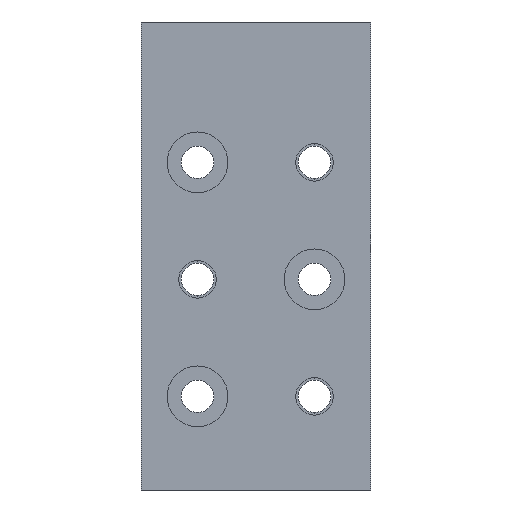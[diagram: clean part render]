
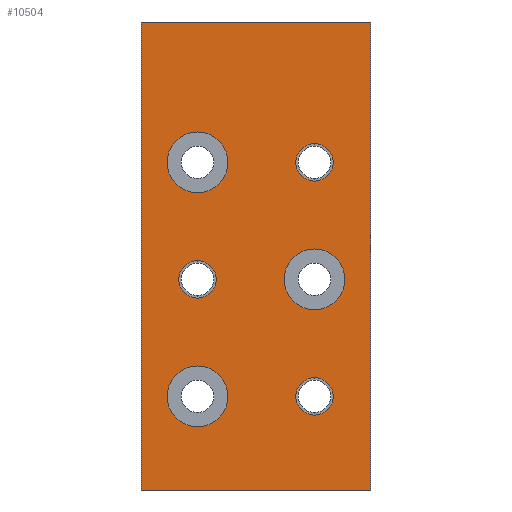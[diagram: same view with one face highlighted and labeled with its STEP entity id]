
A CAD part, left-side view. The second image highlights one B-rep face of the part: STEP entity #10504.
In plain terms, the highlighted planar face has unit normal (-1, 0, 0).
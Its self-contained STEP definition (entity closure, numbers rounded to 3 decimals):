
#9628=EDGE_CURVE('',#22814,#19558,#28319,.T.);
#10504=ADVANCED_FACE('',(#29298,#29299,#29300,#29301,#29302,#29303,#29304),#29305,.T.);
#10584=VERTEX_POINT('',#29392);
#10614=VERTEX_POINT('',#29424);
#11130=VERTEX_POINT('',#30013);
#11704=VERTEX_POINT('',#30659);
#12014=EDGE_CURVE('',#11704,#11130,#31007,.T.);
#12096=VERTEX_POINT('',#31101);
#13640=VERTEX_POINT('',#32851);
#13750=EDGE_CURVE('',#24458,#21528,#32974,.T.);
#15294=EDGE_CURVE('',#23194,#12096,#34726,.T.);
#17928=VERTEX_POINT('',#37670);
#18498=EDGE_CURVE('',#20962,#10614,#38299,.T.);
#18534=EDGE_CURVE('',#10584,#17928,#38338,.T.);
#19180=VERTEX_POINT('',#39067);
#19558=VERTEX_POINT('',#39501);
#19570=EDGE_CURVE('',#19180,#24494,#39517,.T.);
#19644=VERTEX_POINT('',#39598);
#20848=EDGE_CURVE('',#19558,#22814,#40950,.T.);
#20884=EDGE_CURVE('',#17928,#10584,#40988,.T.);
#20962=VERTEX_POINT('',#41072);
#21528=VERTEX_POINT('',#41704);
#21770=EDGE_CURVE('',#12096,#23194,#41974,.T.);
#21782=EDGE_CURVE('',#10614,#20962,#41989,.T.);
#21950=EDGE_CURVE('',#19180,#13640,#42184,.T.);
#22814=VERTEX_POINT('',#43170);
#23194=VERTEX_POINT('',#43595);
#24198=EDGE_CURVE('',#13640,#19644,#44726,.T.);
#24458=VERTEX_POINT('',#45025);
#24494=VERTEX_POINT('',#45066);
#24902=EDGE_CURVE('',#11130,#11704,#45527,.T.);
#25098=EDGE_CURVE('',#19644,#24494,#45747,.T.);
#25982=EDGE_CURVE('',#21528,#24458,#46751,.T.);
#28319=CIRCLE('',#49418,13.0);
#29298=FACE_BOUND('',#50670,.T.);
#29299=FACE_BOUND('',#50671,.T.);
#29300=FACE_BOUND('',#50672,.T.);
#29301=FACE_BOUND('',#50673,.T.);
#29302=FACE_BOUND('',#50674,.T.);
#29303=FACE_BOUND('',#50675,.T.);
#29304=FACE_OUTER_BOUND('',#50676,.T.);
#29305=PLANE('',#50677);
#29392=CARTESIAN_POINT('',(-40.0,8.,140.0));
#29424=CARTESIAN_POINT('',(-40.0,42.0,90.0));
#30013=CARTESIAN_POINT('',(-40.0,8.0,40.0));
#30659=CARTESIAN_POINT('',(-40.0,-8.0,40.0));
#31007=CIRCLE('',#52892,8.0);
#31101=CARTESIAN_POINT('',(-40.0,37.0,40.0));
#32851=CARTESIAN_POINT('',(-40.0,74.0,0.0));
#32974=CIRCLE('',#55398,13.0);
#34726=CIRCLE('',#57643,13.0);
#37670=CARTESIAN_POINT('',(-40.0,-8.,140.0));
#38299=CIRCLE('',#62314,8.0);
#38338=CIRCLE('',#62363,8.0);
#39067=CARTESIAN_POINT('',(-40.0,74.0,200.0));
#39501=CARTESIAN_POINT('',(-40.0,37.0,140.0));
#39517=LINE('',#63834,#63835);
#39598=CARTESIAN_POINT('',(-40.0,-24.0,0.0));
#40950=CIRCLE('',#65697,13.0);
#40988=CIRCLE('',#65745,8.0);
#41072=CARTESIAN_POINT('',(-40.0,58.0,90.0));
#41704=CARTESIAN_POINT('',(-40.0,-13.0,90.0));
#41974=CIRCLE('',#67038,13.0);
#41989=CIRCLE('',#67057,8.0);
#42184=LINE('',#67304,#67305);
#43170=CARTESIAN_POINT('',(-40.0,63.0,140.0));
#43595=CARTESIAN_POINT('',(-40.0,63.0,40.0));
#44726=LINE('',#70591,#70592);
#45025=CARTESIAN_POINT('',(-40.0,13.0,90.0));
#45066=CARTESIAN_POINT('',(-40.0,-24.0,200.0));
#45527=CIRCLE('',#71615,8.0);
#45747=LINE('',#71906,#71907);
#46751=CIRCLE('',#73205,13.0);
#49418=AXIS2_PLACEMENT_3D('',#76571,#76572,#76573);
#50670=EDGE_LOOP('',(#77921,#77922));
#50671=EDGE_LOOP('',(#77923,#77924));
#50672=EDGE_LOOP('',(#77925,#77926));
#50673=EDGE_LOOP('',(#77927,#77928));
#50674=EDGE_LOOP('',(#77929,#77930));
#50675=EDGE_LOOP('',(#77931,#77932));
#50676=EDGE_LOOP('',(#77933,#77934,#77935,#77936));
#50677=AXIS2_PLACEMENT_3D('',#77937,#77938,#77939);
#52892=AXIS2_PLACEMENT_3D('',#80335,#80336,#80337);
#55398=AXIS2_PLACEMENT_3D('',#83095,#83096,#83097);
#57643=AXIS2_PLACEMENT_3D('',#85518,#85519,#85520);
#62314=AXIS2_PLACEMENT_3D('',#90372,#90373,#90374);
#62363=AXIS2_PLACEMENT_3D('',#90421,#90422,#90423);
#63834=CARTESIAN_POINT('',(-40.0,74.0,200.0));
#63835=VECTOR('',#92081,1.0);
#65697=AXIS2_PLACEMENT_3D('',#94120,#94121,#94122);
#65745=AXIS2_PLACEMENT_3D('',#94161,#94162,#94163);
#67038=AXIS2_PLACEMENT_3D('',#95519,#95520,#95521);
#67057=AXIS2_PLACEMENT_3D('',#95550,#95551,#95552);
#67304=CARTESIAN_POINT('',(-40.0,74.0,200.0));
#67305=VECTOR('',#95862,1.0);
#70591=CARTESIAN_POINT('',(-40.0,74.0,0.0));
#70592=VECTOR('',#99445,1.0);
#71615=AXIS2_PLACEMENT_3D('',#100600,#100601,#100602);
#71906=CARTESIAN_POINT('',(-40.0,-24.0,200.0));
#71907=VECTOR('',#100902,1.0);
#73205=AXIS2_PLACEMENT_3D('',#102357,#102358,#102359);
#76571=CARTESIAN_POINT('',(-40.0,50.0,140.0));
#76572=DIRECTION('',(1.0,0.0,0.0));
#76573=DIRECTION('',(0.0,1.0,0.0));
#77921=ORIENTED_EDGE('',*,*,#13750,.T.);
#77922=ORIENTED_EDGE('',*,*,#25982,.T.);
#77923=ORIENTED_EDGE('',*,*,#9628,.T.);
#77924=ORIENTED_EDGE('',*,*,#20848,.T.);
#77925=ORIENTED_EDGE('',*,*,#15294,.T.);
#77926=ORIENTED_EDGE('',*,*,#21770,.T.);
#77927=ORIENTED_EDGE('',*,*,#24902,.T.);
#77928=ORIENTED_EDGE('',*,*,#12014,.T.);
#77929=ORIENTED_EDGE('',*,*,#18534,.T.);
#77930=ORIENTED_EDGE('',*,*,#20884,.T.);
#77931=ORIENTED_EDGE('',*,*,#18498,.T.);
#77932=ORIENTED_EDGE('',*,*,#21782,.T.);
#77933=ORIENTED_EDGE('',*,*,#25098,.T.);
#77934=ORIENTED_EDGE('',*,*,#19570,.F.);
#77935=ORIENTED_EDGE('',*,*,#21950,.T.);
#77936=ORIENTED_EDGE('',*,*,#24198,.T.);
#77937=CARTESIAN_POINT('',(-40.0,74.0,0.0));
#77938=DIRECTION('',(-1.0,0.0,0.0));
#77939=DIRECTION('',(0.0,-1.0,0.0));
#80335=CARTESIAN_POINT('',(-40.0,0.0,40.0));
#80336=DIRECTION('',(1.0,0.0,0.0));
#80337=DIRECTION('',(0.0,1.0,0.0));
#83095=CARTESIAN_POINT('',(-40.0,0.,90.0));
#83096=DIRECTION('',(1.0,0.0,0.0));
#83097=DIRECTION('',(0.0,1.0,0.0));
#85518=CARTESIAN_POINT('',(-40.0,50.0,40.0));
#85519=DIRECTION('',(1.0,0.0,0.0));
#85520=DIRECTION('',(0.0,1.0,0.0));
#90372=CARTESIAN_POINT('',(-40.0,50.0,90.0));
#90373=DIRECTION('',(1.0,0.0,0.0));
#90374=DIRECTION('',(0.0,1.0,0.0));
#90421=CARTESIAN_POINT('',(-40.0,0.,140.0));
#90422=DIRECTION('',(1.0,0.0,0.0));
#90423=DIRECTION('',(0.0,1.0,0.0));
#92081=DIRECTION('',(0.0,-1.0,0.0));
#94120=CARTESIAN_POINT('',(-40.0,50.0,140.0));
#94121=DIRECTION('',(1.0,0.0,0.0));
#94122=DIRECTION('',(0.0,1.0,0.0));
#94161=CARTESIAN_POINT('',(-40.0,0.,140.0));
#94162=DIRECTION('',(1.0,0.0,0.0));
#94163=DIRECTION('',(0.0,1.0,0.0));
#95519=CARTESIAN_POINT('',(-40.0,50.0,40.0));
#95520=DIRECTION('',(1.0,0.0,0.0));
#95521=DIRECTION('',(0.0,1.0,0.0));
#95550=CARTESIAN_POINT('',(-40.0,50.0,90.0));
#95551=DIRECTION('',(1.0,0.0,0.0));
#95552=DIRECTION('',(0.0,1.0,0.0));
#95862=DIRECTION('',(0.0,0.0,-1.0));
#99445=DIRECTION('',(0.0,-1.0,0.0));
#100600=CARTESIAN_POINT('',(-40.0,0.0,40.0));
#100601=DIRECTION('',(1.0,0.0,0.0));
#100602=DIRECTION('',(0.0,1.0,0.0));
#100902=DIRECTION('',(0.0,0.0,1.0));
#102357=CARTESIAN_POINT('',(-40.0,0.,90.0));
#102358=DIRECTION('',(1.0,0.0,0.0));
#102359=DIRECTION('',(0.0,1.0,0.0));
